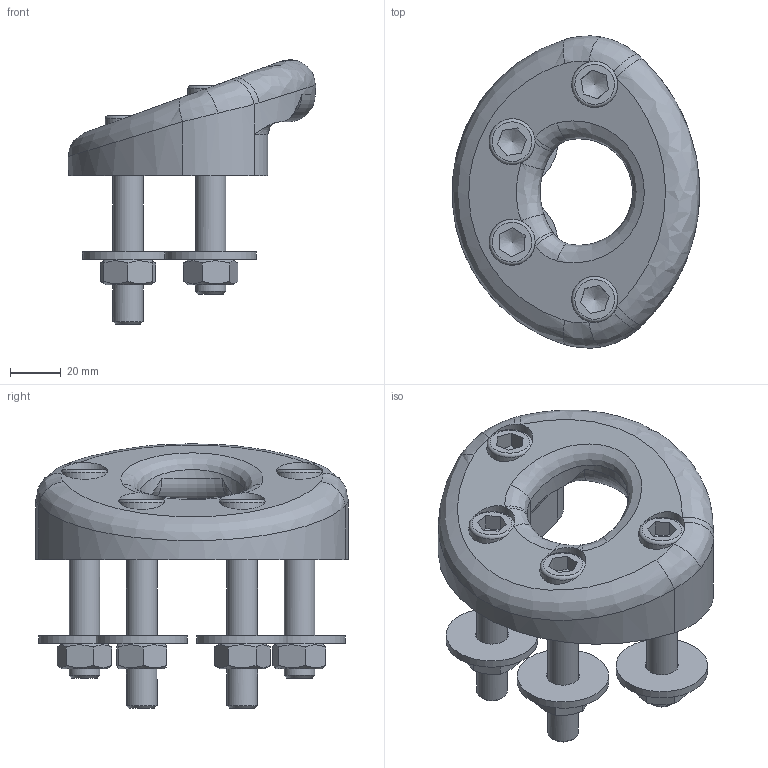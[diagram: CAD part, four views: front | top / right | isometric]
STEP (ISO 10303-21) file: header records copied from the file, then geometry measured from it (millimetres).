
FILE_DESCRIPTION(/* description */ (''),/* implementation_level */ '2;1');
FILE_NAME(/* name */ '7514.stp',/* time_stamp */ '2019-12-02T10:08:42+01:00',/* author */ ('francesca'),/* organization */ (''),/* preprocessor_version */ 'ST-DEVELOPER v16.5',/* originating_system */ 'Autodesk Inventor 2017',/* authorisation */ '');
FILE_SCHEMA (('CONFIG_CONTROL_DESIGN'));
Length unit declared in the file: millimetre
Products named in the file (1): 7514 assieme (STP)
Bounding box: 97.18 x 122.71 x 104.04 mm (x, y, z)
Volume: 239083.8 mm3; surface area: 56710.1 mm2
Topology: 1 solids, 1 shells, 181 faces, 438 edges, 282 vertices
Faces by surface type: plane 83, cylinder 38, bspline 24, cone 18, torus 18
Full cylindrical faces by diameter (mm): 12 x8, 12.2 x4, 13 x4, 18 x4, 18.1 x4, 36 x4
Entity records: 5666 total; most frequent: CARTESIAN_POINT 1946, DIRECTION 744, ORIENTED_EDGE 732, EDGE_CURVE 366, AXIS2_PLACEMENT_3D 328, VERTEX_POINT 262, EDGE_LOOP 258, FACE_OUTER_BOUND 181
